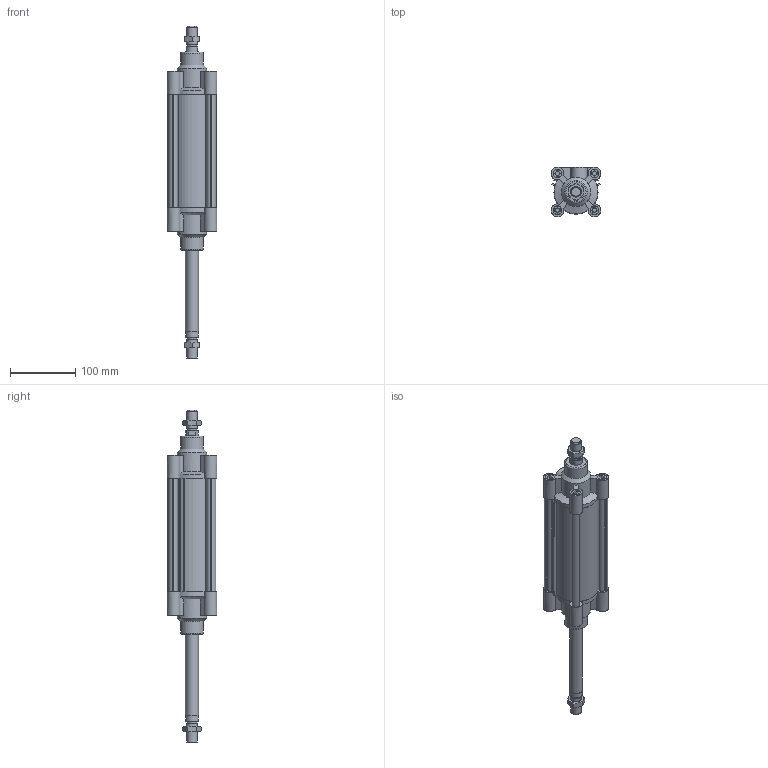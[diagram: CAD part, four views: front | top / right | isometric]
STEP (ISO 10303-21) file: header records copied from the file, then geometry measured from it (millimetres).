
FILE_DESCRIPTION((''),'2;1');
FILE_NAME('139#_63_0125_02.iam.stp','2012-01-28T09:41:20',(''),(''),'Autodesk Inventor 2012','Autodesk Inventor 2012','');
FILE_SCHEMA(('AUTOMOTIVE_DESIGN { 1 0 10303 214 1 1 1 1 }'));
Length unit declared in the file: millimetre
Products named in the file (5): 139#_63_0125_02; CPL063_004-125; CPL063-001-01; CPL_63SP_0125; 1320_50_18F
Assembly tree (6 placements, depth 2):
  139#_63_0125_02
    CPL063_004-125
    CPL063-001-01  x2
    CPL_63SP_0125
    1320_50_18F  x2
Bounding box: 76 x 76 x 509 mm (x, y, z)
Volume: 743772.4 mm3; surface area: 241160.7 mm2
Topology: 6 solids, 6 shells, 351 faces, 860 edges, 564 vertices
Faces by surface type: plane 221, cylinder 88, cone 40, torus 2
Full cylindrical faces by diameter (mm): 6.75 x8, 10 x2, 13 x8, 13.5 x8, 14.5 x4, 15.2 x2, 16 x2, 19.5 x2, 20 x4, 35 x2, 45 x2, 63 x4
Entity records: 7163 total; most frequent: CARTESIAN_POINT 1293, DIRECTION 1161, ORIENTED_EDGE 1104, EDGE_CURVE 552, AXIS2_PLACEMENT_3D 398, VERTEX_POINT 384, VECTOR 365, LINE 365
